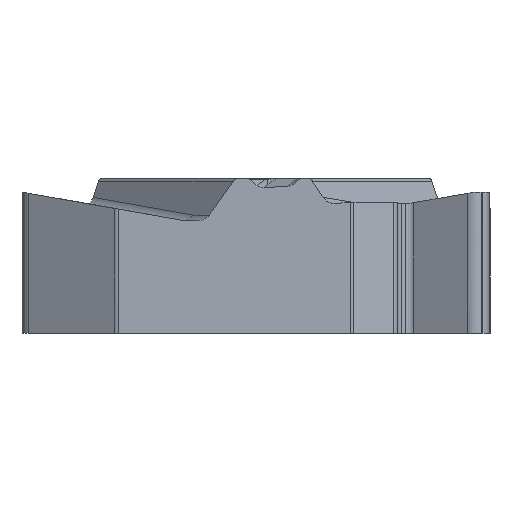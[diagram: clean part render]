
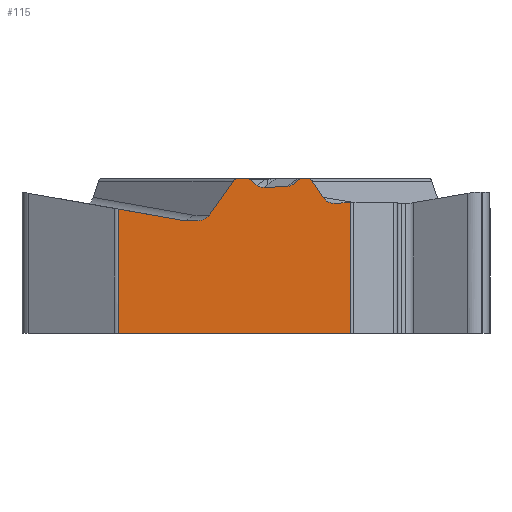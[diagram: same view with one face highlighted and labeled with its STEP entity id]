
A CAD part, left-side view. The second image highlights one B-rep face of the part: STEP entity #115.
In plain terms, the highlighted planar face has unit normal (-1, 0, 0).
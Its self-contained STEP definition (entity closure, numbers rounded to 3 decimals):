
#115=ADVANCED_FACE('',(#264),#223,.F.);
#223=PLANE('',#2043);
#264=FACE_OUTER_BOUND('',#366,.T.);
#366=EDGE_LOOP('',(#599,#600,#601,#602,#603,#604,#605,#606,#607,#608,#609,
#610,#611,#612,#613,#614,#615,#616,#617,#618,#619,#620));
#480=CIRCLE('',#2042,0.32);
#544=ELLIPSE('',#2036,0.374,0.32);
#545=ELLIPSE('',#2037,0.17,0.15);
#546=ELLIPSE('',#2038,0.15,0.15);
#547=ELLIPSE('',#2039,0.167,0.15);
#548=ELLIPSE('',#2040,0.177,0.15);
#549=ELLIPSE('',#2041,0.377,0.32);
#599=ORIENTED_EDGE('',*,*,#1358,.F.);
#600=ORIENTED_EDGE('',*,*,#1359,.T.);
#601=ORIENTED_EDGE('',*,*,#1360,.F.);
#602=ORIENTED_EDGE('',*,*,#1361,.T.);
#603=ORIENTED_EDGE('',*,*,#1362,.F.);
#604=ORIENTED_EDGE('',*,*,#1363,.F.);
#605=ORIENTED_EDGE('',*,*,#1364,.F.);
#606=ORIENTED_EDGE('',*,*,#1365,.F.);
#607=ORIENTED_EDGE('',*,*,#1366,.F.);
#608=ORIENTED_EDGE('',*,*,#1367,.F.);
#609=ORIENTED_EDGE('',*,*,#1368,.F.);
#610=ORIENTED_EDGE('',*,*,#1369,.F.);
#611=ORIENTED_EDGE('',*,*,#1370,.F.);
#612=ORIENTED_EDGE('',*,*,#1371,.F.);
#613=ORIENTED_EDGE('',*,*,#1372,.F.);
#614=ORIENTED_EDGE('',*,*,#1373,.F.);
#615=ORIENTED_EDGE('',*,*,#1374,.F.);
#616=ORIENTED_EDGE('',*,*,#1375,.T.);
#617=ORIENTED_EDGE('',*,*,#1376,.T.);
#618=ORIENTED_EDGE('',*,*,#1377,.T.);
#619=ORIENTED_EDGE('',*,*,#1378,.F.);
#620=ORIENTED_EDGE('',*,*,#1379,.T.);
#1173=VERTEX_POINT('',#3297);
#1174=VERTEX_POINT('',#3298);
#1175=VERTEX_POINT('',#3300);
#1176=VERTEX_POINT('',#3302);
#1177=VERTEX_POINT('',#3304);
#1178=VERTEX_POINT('',#3306);
#1179=VERTEX_POINT('',#3308);
#1180=VERTEX_POINT('',#3310);
#1181=VERTEX_POINT('',#3312);
#1182=VERTEX_POINT('',#3314);
#1183=VERTEX_POINT('',#3328);
#1184=VERTEX_POINT('',#3330);
#1185=VERTEX_POINT('',#3344);
#1186=VERTEX_POINT('',#3346);
#1187=VERTEX_POINT('',#3348);
#1188=VERTEX_POINT('',#3350);
#1189=VERTEX_POINT('',#3352);
#1190=VERTEX_POINT('',#3354);
#1191=VERTEX_POINT('',#3356);
#1192=VERTEX_POINT('',#3358);
#1193=VERTEX_POINT('',#3360);
#1194=VERTEX_POINT('',#3362);
#1358=EDGE_CURVE('',#1173,#1174,#1636,.T.);
#1359=EDGE_CURVE('',#1173,#1175,#1637,.T.);
#1360=EDGE_CURVE('',#1176,#1175,#1638,.T.);
#1361=EDGE_CURVE('',#1176,#1177,#544,.T.);
#1362=EDGE_CURVE('',#1178,#1177,#1639,.T.);
#1363=EDGE_CURVE('',#1179,#1178,#545,.T.);
#1364=EDGE_CURVE('',#1180,#1179,#1640,.T.);
#1365=EDGE_CURVE('',#1181,#1180,#546,.T.);
#1366=EDGE_CURVE('',#1182,#1181,#1641,.T.);
#1367=EDGE_CURVE('',#1183,#1182,#1978,.T.);
#1368=EDGE_CURVE('',#1184,#1183,#1642,.T.);
#1369=EDGE_CURVE('',#1185,#1184,#1979,.T.);
#1370=EDGE_CURVE('',#1186,#1185,#1643,.T.);
#1371=EDGE_CURVE('',#1187,#1186,#547,.T.);
#1372=EDGE_CURVE('',#1188,#1187,#1644,.T.);
#1373=EDGE_CURVE('',#1189,#1188,#548,.T.);
#1374=EDGE_CURVE('',#1190,#1189,#1645,.T.);
#1375=EDGE_CURVE('',#1190,#1191,#549,.T.);
#1376=EDGE_CURVE('',#1191,#1192,#1646,.T.);
#1377=EDGE_CURVE('',#1192,#1193,#480,.T.);
#1378=EDGE_CURVE('',#1194,#1193,#1647,.T.);
#1379=EDGE_CURVE('',#1194,#1174,#1648,.T.);
#1636=LINE('',#3296,#1804);
#1637=LINE('',#3299,#1805);
#1638=LINE('',#3301,#1806);
#1639=LINE('',#3305,#1807);
#1640=LINE('',#3309,#1808);
#1641=LINE('',#3313,#1809);
#1642=LINE('',#3329,#1810);
#1643=LINE('',#3345,#1811);
#1644=LINE('',#3349,#1812);
#1645=LINE('',#3353,#1813);
#1646=LINE('',#3357,#1814);
#1647=LINE('',#3361,#1815);
#1648=LINE('',#3363,#1816);
#1804=VECTOR('',#2251,1.);
#1805=VECTOR('',#2252,1.);
#1806=VECTOR('',#2253,1.);
#1807=VECTOR('',#2256,1.);
#1808=VECTOR('',#2259,1.);
#1809=VECTOR('',#2262,1.);
#1810=VECTOR('',#2263,1.);
#1811=VECTOR('',#2264,1.);
#1812=VECTOR('',#2267,1.);
#1813=VECTOR('',#2270,1.);
#1814=VECTOR('',#2273,1.);
#1815=VECTOR('',#2276,1.);
#1816=VECTOR('',#2277,1.);
#1978=B_SPLINE_CURVE_WITH_KNOTS('',3,(#3315,#3316,#3317,#3318,#3319,#3320,
#3321,#3322,#3323,#3324,#3325,#3326,#3327),.UNSPECIFIED.,.F.,.F.,(4,3,3,
3,4),(0.,0.249,0.498,0.746,1.),
 .UNSPECIFIED.);
#1979=B_SPLINE_CURVE_WITH_KNOTS('',3,(#3331,#3332,#3333,#3334,#3335,#3336,
#3337,#3338,#3339,#3340,#3341,#3342,#3343),.UNSPECIFIED.,.F.,.F.,(4,3,3,
3,4),(0.,0.234,0.468,0.701,1.),
 .UNSPECIFIED.);
#2036=AXIS2_PLACEMENT_3D('',#3303,#2254,#2255);
#2037=AXIS2_PLACEMENT_3D('',#3307,#2257,#2258);
#2038=AXIS2_PLACEMENT_3D('',#3311,#2260,#2261);
#2039=AXIS2_PLACEMENT_3D('',#3347,#2265,#2266);
#2040=AXIS2_PLACEMENT_3D('',#3351,#2268,#2269);
#2041=AXIS2_PLACEMENT_3D('',#3355,#2271,#2272);
#2042=AXIS2_PLACEMENT_3D('',#3359,#2274,#2275);
#2043=AXIS2_PLACEMENT_3D('',#3364,#2278,#2279);
#2251=DIRECTION('',(0.,1.,0.));
#2252=DIRECTION('',(0.,0.,1.));
#2253=DIRECTION('',(0.,-0.996,0.088));
#2254=DIRECTION('',(1.,0.,0.));
#2255=DIRECTION('',(0.,0.986,0.165));
#2256=DIRECTION('',(0.,-0.558,-0.83));
#2257=DIRECTION('',(1.,0.,0.));
#2258=DIRECTION('',(0.,1.,0.));
#2259=DIRECTION('',(0.,-1.,0.));
#2260=DIRECTION('',(1.,0.,0.));
#2261=DIRECTION('',(0.,-1.,0.));
#2262=DIRECTION('',(0.,-0.759,0.651));
#2263=DIRECTION('',(0.,-0.999,0.043));
#2264=DIRECTION('',(0.,-0.792,-0.611));
#2265=DIRECTION('',(1.,0.,0.));
#2266=DIRECTION('',(0.,1.,0.));
#2267=DIRECTION('',(0.,-1.,0.));
#2268=DIRECTION('',(1.,0.,0.));
#2269=DIRECTION('',(0.,1.,0.));
#2270=DIRECTION('',(0.,-0.574,0.819));
#2271=DIRECTION('',(1.,0.,0.));
#2272=DIRECTION('',(0.,-1.,0.));
#2273=DIRECTION('',(0.,1.,0.));
#2274=DIRECTION('',(1.,0.,0.));
#2275=DIRECTION('',(0.,0.,-1.));
#2276=DIRECTION('',(0.,-0.985,-0.174));
#2277=DIRECTION('',(0.,0.,-1.));
#2278=DIRECTION('',(1.,0.,0.));
#2279=DIRECTION('',(0.,0.,-1.));
#3296=CARTESIAN_POINT('',(-4.763,-3.173,-3.97));
#3297=CARTESIAN_POINT('',(-4.763,-2.325,-3.97));
#3298=CARTESIAN_POINT('',(-4.763,4.189,-3.97));
#3299=CARTESIAN_POINT('',(-4.763,-2.325,3.38));
#3300=CARTESIAN_POINT('',(-4.763,-2.325,-0.284));
#3301=CARTESIAN_POINT('',(-4.763,3.106,-0.763));
#3302=CARTESIAN_POINT('',(-4.763,-1.938,-0.319));
#3303=CARTESIAN_POINT('',(-4.763,-1.881,0.001));
#3304=CARTESIAN_POINT('',(-4.763,-1.561,-0.149));
#3305=CARTESIAN_POINT('',(-4.763,-0.018,2.146));
#3306=CARTESIAN_POINT('',(-4.763,-1.255,0.307));
#3307=CARTESIAN_POINT('',(-4.763,-1.109,0.23));
#3308=CARTESIAN_POINT('',(-4.763,-1.109,0.38));
#3309=CARTESIAN_POINT('',(-4.763,3.173,0.38));
#3310=CARTESIAN_POINT('',(-4.763,-0.971,0.38));
#3311=CARTESIAN_POINT('',(-4.763,-0.971,0.23));
#3312=CARTESIAN_POINT('',(-4.763,-0.873,0.344));
#3313=CARTESIAN_POINT('',(-4.763,1.63,-1.801));
#3314=CARTESIAN_POINT('',(-4.763,-0.748,0.237));
#3315=CARTESIAN_POINT('',(-4.763,-0.55,0.158));
#3316=CARTESIAN_POINT('',(-4.763,-0.568,0.159));
#3317=CARTESIAN_POINT('',(-4.763,-0.586,0.162));
#3318=CARTESIAN_POINT('',(-4.763,-0.603,0.165));
#3319=CARTESIAN_POINT('',(-4.763,-0.621,0.169));
#3320=CARTESIAN_POINT('',(-4.763,-0.638,0.174));
#3321=CARTESIAN_POINT('',(-4.763,-0.655,0.181));
#3322=CARTESIAN_POINT('',(-4.763,-0.672,0.188));
#3323=CARTESIAN_POINT('',(-4.763,-0.688,0.196));
#3324=CARTESIAN_POINT('',(-4.763,-0.703,0.205));
#3325=CARTESIAN_POINT('',(-4.763,-0.719,0.214));
#3326=CARTESIAN_POINT('',(-4.763,-0.734,0.225));
#3327=CARTESIAN_POINT('',(-4.763,-0.748,0.237));
#3328=CARTESIAN_POINT('',(-4.763,-0.55,0.158));
#3329=CARTESIAN_POINT('',(-4.763,-3.161,0.27));
#3330=CARTESIAN_POINT('',(-4.763,0.098,0.131));
#3331=CARTESIAN_POINT('',(-4.763,0.297,0.193));
#3332=CARTESIAN_POINT('',(-4.763,0.284,0.182));
#3333=CARTESIAN_POINT('',(-4.763,0.269,0.173));
#3334=CARTESIAN_POINT('',(-4.763,0.255,0.166));
#3335=CARTESIAN_POINT('',(-4.763,0.24,0.158));
#3336=CARTESIAN_POINT('',(-4.763,0.225,0.151));
#3337=CARTESIAN_POINT('',(-4.763,0.209,0.146));
#3338=CARTESIAN_POINT('',(-4.763,0.194,0.141));
#3339=CARTESIAN_POINT('',(-4.763,0.177,0.137));
#3340=CARTESIAN_POINT('',(-4.763,0.161,0.134));
#3341=CARTESIAN_POINT('',(-4.763,0.14,0.131));
#3342=CARTESIAN_POINT('',(-4.763,0.119,0.13));
#3343=CARTESIAN_POINT('',(-4.763,0.098,0.131));
#3344=CARTESIAN_POINT('',(-4.763,0.297,0.193));
#3345=CARTESIAN_POINT('',(-4.763,-1.971,-1.557));
#3346=CARTESIAN_POINT('',(-4.763,0.493,0.344));
#3347=CARTESIAN_POINT('',(-4.763,0.601,0.23));
#3348=CARTESIAN_POINT('',(-4.763,0.601,0.38));
#3349=CARTESIAN_POINT('',(-4.763,-3.173,0.38));
#3350=CARTESIAN_POINT('',(-4.763,0.815,0.38));
#3351=CARTESIAN_POINT('',(-4.763,0.815,0.23));
#3352=CARTESIAN_POINT('',(-4.763,0.967,0.307));
#3353=CARTESIAN_POINT('',(-4.763,-0.251,2.046));
#3354=CARTESIAN_POINT('',(-4.763,1.632,-0.643));
#3355=CARTESIAN_POINT('',(-4.763,1.956,-0.48));
#3356=CARTESIAN_POINT('',(-4.763,1.956,-0.8));
#3357=CARTESIAN_POINT('',(-4.763,-3.173,-0.8));
#3358=CARTESIAN_POINT('',(-4.763,2.335,-0.8));
#3359=CARTESIAN_POINT('',(-4.763,2.335,-0.48));
#3360=CARTESIAN_POINT('',(-4.763,2.391,-0.795));
#3361=CARTESIAN_POINT('',(-4.763,-2.869,-1.723));
#3362=CARTESIAN_POINT('',(-4.763,4.189,-0.478));
#3363=CARTESIAN_POINT('',(-4.763,4.189,-5.47));
#3364=CARTESIAN_POINT('',(-4.763,-3.173,0.));
